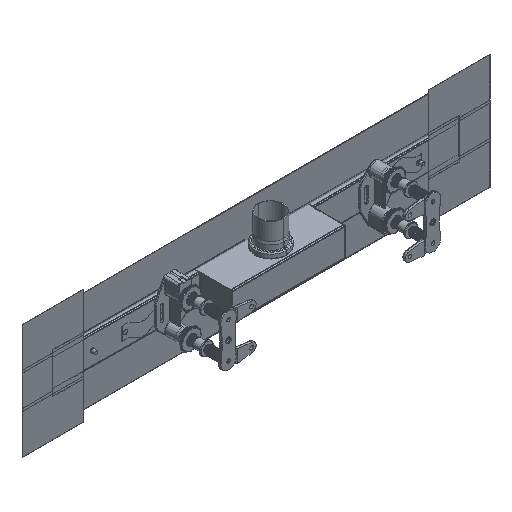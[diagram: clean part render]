
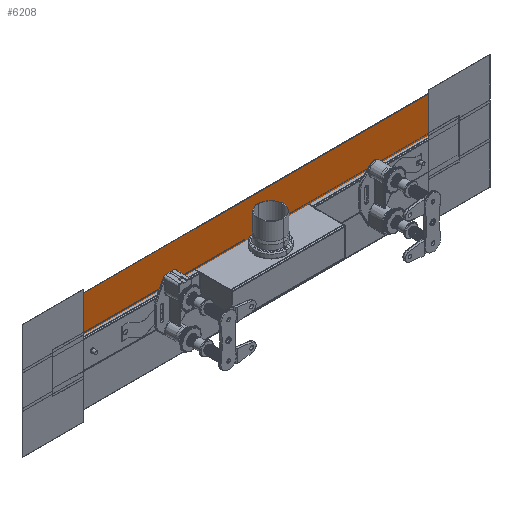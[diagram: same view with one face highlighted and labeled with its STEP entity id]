
A CAD part, isometric view. The second image highlights one B-rep face of the part: STEP entity #6208.
In plain terms, the highlighted planar face has unit normal (0, -1, 0).
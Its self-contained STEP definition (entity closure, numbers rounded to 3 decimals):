
#6169=CARTESIAN_POINT('Axis2P3D Location',(0.,0.,0.)) ;
#6174=CARTESIAN_POINT('Line Origine',(0.,0.,-83.)) ;
#6178=CARTESIAN_POINT('Vertex',(350.,0.,-83.)) ;
#6180=CARTESIAN_POINT('Vertex',(-350.,0.,-83.)) ;
#6183=CARTESIAN_POINT('Line Origine',(350.,0.,-38.)) ;
#6187=CARTESIAN_POINT('Vertex',(350.,0.,7.)) ;
#6190=CARTESIAN_POINT('Line Origine',(0.,0.,7.)) ;
#6194=CARTESIAN_POINT('Vertex',(-350.,0.,7.)) ;
#6197=CARTESIAN_POINT('Line Origine',(-350.,0.,-38.)) ;
#6176=VECTOR('Line Direction',#6175,1.) ;
#6185=VECTOR('Line Direction',#6184,1.) ;
#6192=VECTOR('Line Direction',#6191,1.) ;
#6199=VECTOR('Line Direction',#6198,1.) ;
#6170=DIRECTION('Axis2P3D Direction',(-0.,1.,0.)) ;
#6171=DIRECTION('Axis2P3D XDirection',(1.,0.,0.)) ;
#6175=DIRECTION('Vector Direction',(-1.,0.,0.)) ;
#6184=DIRECTION('Vector Direction',(0.,0.,1.)) ;
#6191=DIRECTION('Vector Direction',(1.,0.,0.)) ;
#6198=DIRECTION('Vector Direction',(0.,0.,-1.)) ;
#6172=AXIS2_PLACEMENT_3D('Plane Axis2P3D',#6169,#6170,#6171) ;
#6177=LINE('Line',#6174,#6176) ;
#6186=LINE('Line',#6183,#6185) ;
#6193=LINE('Line',#6190,#6192) ;
#6200=LINE('Line',#6197,#6199) ;
#6173=PLANE('',#6172) ;
#6182=EDGE_CURVE('',#6179,#6181,#6177,.T.) ;
#6189=EDGE_CURVE('',#6179,#6188,#6186,.T.) ;
#6196=EDGE_CURVE('',#6195,#6188,#6193,.T.) ;
#6201=EDGE_CURVE('',#6195,#6181,#6200,.T.) ;
#6203=ORIENTED_EDGE('',*,*,#6182,.F.) ;
#6204=ORIENTED_EDGE('',*,*,#6189,.T.) ;
#6205=ORIENTED_EDGE('',*,*,#6196,.F.) ;
#6206=ORIENTED_EDGE('',*,*,#6201,.T.) ;
#6202=EDGE_LOOP('',(#6203,#6204,#6205,#6206)) ;
#6179=VERTEX_POINT('',#6178) ;
#6181=VERTEX_POINT('',#6180) ;
#6188=VERTEX_POINT('',#6187) ;
#6195=VERTEX_POINT('',#6194) ;
#6208=ADVANCED_FACE('Hauptk\X2\00F6\X0\rper',(#6207),#6173,.F.) ;
#6207=FACE_OUTER_BOUND('',#6202,.T.) ;
